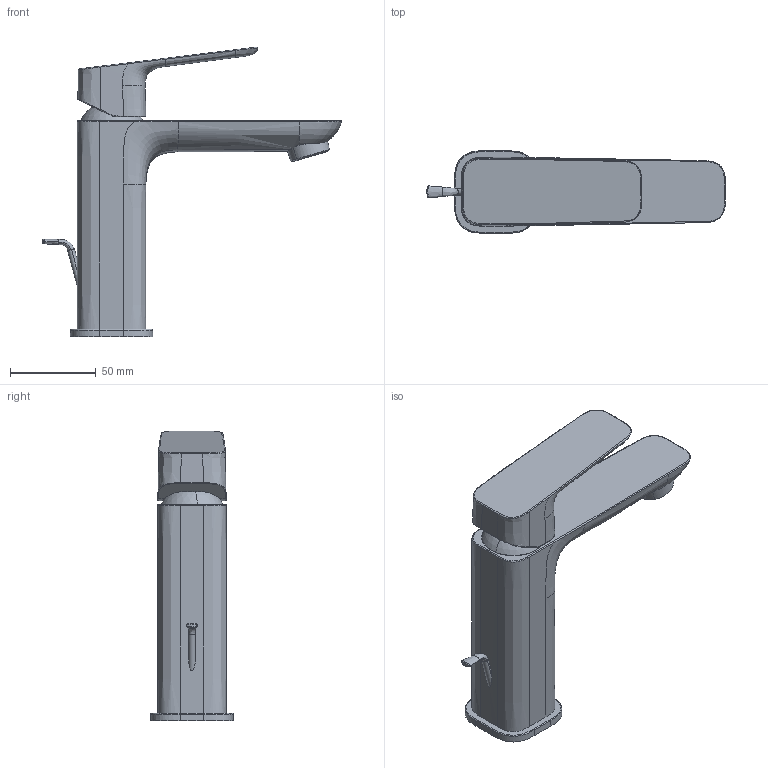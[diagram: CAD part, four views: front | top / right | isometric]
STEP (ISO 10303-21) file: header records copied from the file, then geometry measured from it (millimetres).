
FILE_DESCRIPTION(/* description */ ('AP214 STEP file'),/* implementation_level */ '2;1');
FILE_NAME(/* name */ '1017490000_out.stp',/* time_stamp */ '2024-01-12T10:35:23+01:00',/* author */ (''),/* organization */ (''),/* preprocessor_version */ 'ST-DEVELOPER v18.1',/* originating_system */ 'Elysium Co. Ltd. STEP Translator v8.3.0.0',/* authorisation */ '');
FILE_SCHEMA (('AUTOMOTIVE_DESIGN { 1 0 10303 214 3 1 1 }'));
Length unit declared in the file: millimetre
Products named in the file (1): Asm4_extract
Bounding box: 174.23 x 48.08 x 169.11 mm (x, y, z)
Volume: 307880.6 mm3; surface area: 45477.9 mm2
Topology: 1 solids, 1 shells, 105 faces, 266 edges, 168 vertices
Faces by surface type: bspline 45, cylinder 21, plane 12, cone 10, extrusion 7, torus 6, sphere 4
Entity records: 11654 total; most frequent: CARTESIAN_POINT 8760, ORIENTED_EDGE 532, EDGE_CURVE 266, STYLED_ITEM 210, B_SPLINE_CURVE_WITH_KNOTS 199, VERTEX_POINT 168, DIRECTION 111, EDGE_LOOP 110
